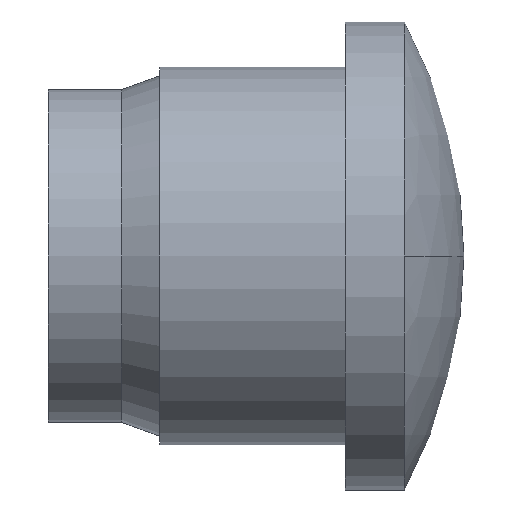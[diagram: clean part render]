
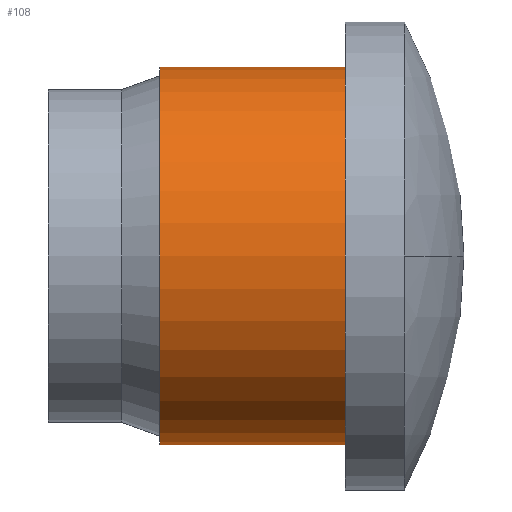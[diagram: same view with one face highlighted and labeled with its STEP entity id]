
A CAD part, front view. The second image highlights one B-rep face of the part: STEP entity #108.
In plain terms, the highlighted cylindrical face has radius 2.019 mm (diameter 4.039 mm), a partial arc.
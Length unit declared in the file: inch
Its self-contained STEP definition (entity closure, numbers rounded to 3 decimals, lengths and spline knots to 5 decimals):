
#4 = VERTEX_POINT ( 'NONE', #196 ) ;
#36 = CYLINDRICAL_SURFACE ( 'NONE', #144, 0.0795 ) ;
#49 = VECTOR ( 'NONE', #464, 39.37008 ) ;
#54 = DIRECTION ( 'NONE',  ( 0., 0., 1. ) ) ;
#62 = VERTEX_POINT ( 'NONE', #155 ) ;
#74 = EDGE_CURVE ( 'NONE', #62, #4, #260, .T. ) ;
#75 = DIRECTION ( 'NONE',  ( -1., 0., 0. ) ) ;
#77 = CARTESIAN_POINT ( 'NONE',  ( 0., 0., 0. ) ) ;
#90 = LINE ( 'NONE', #245, #194 ) ;
#91 = DIRECTION ( 'NONE',  ( 1., 0., 0. ) ) ;
#108 = ADVANCED_FACE ( 'NONE', ( #163 ), #36, .T. ) ;
#144 = AXIS2_PLACEMENT_3D ( 'NONE', #426, #428, #353 ) ;
#155 = CARTESIAN_POINT ( 'NONE',  ( -0.078, 0., -0.0795 ) ) ;
#157 = EDGE_CURVE ( 'NONE', #4, #308, #247, .T. ) ;
#159 = VERTEX_POINT ( 'NONE', #265 ) ;
#163 = FACE_OUTER_BOUND ( 'NONE', #332, .T. ) ;
#173 = AXIS2_PLACEMENT_3D ( 'NONE', #77, #75, #54 ) ;
#184 = DIRECTION ( 'NONE',  ( 0., 0., 1. ) ) ;
#194 = VECTOR ( 'NONE', #91, 39.37008 ) ;
#196 = CARTESIAN_POINT ( 'NONE',  ( 0., 0., -0.0795 ) ) ;
#245 = CARTESIAN_POINT ( 'NONE',  ( -0.065, 0., 0.0795 ) ) ;
#247 = CIRCLE ( 'NONE', #173, 0.0795 ) ;
#260 = LINE ( 'NONE', #481, #49 ) ;
#265 = CARTESIAN_POINT ( 'NONE',  ( -0.078, 0., 0.0795 ) ) ;
#280 = ORIENTED_EDGE ( 'NONE', *, *, #74, .T. ) ;
#291 = DIRECTION ( 'NONE',  ( -1., 0., 0. ) ) ;
#292 = ORIENTED_EDGE ( 'NONE', *, *, #415, .F. ) ;
#308 = VERTEX_POINT ( 'NONE', #327 ) ;
#314 = ORIENTED_EDGE ( 'NONE', *, *, #439, .F. ) ;
#327 = CARTESIAN_POINT ( 'NONE',  ( 0., 0., 0.0795 ) ) ;
#330 = CARTESIAN_POINT ( 'NONE',  ( -0.078, 0., 0. ) ) ;
#332 = EDGE_LOOP ( 'NONE', ( #292, #314, #280, #442 ) ) ;
#353 = DIRECTION ( 'NONE',  ( 0., 0., -1. ) ) ;
#415 = EDGE_CURVE ( 'NONE', #159, #308, #90, .T. ) ;
#426 = CARTESIAN_POINT ( 'NONE',  ( -0.065, 0., 0. ) ) ;
#428 = DIRECTION ( 'NONE',  ( 1., 0., 0. ) ) ;
#438 = AXIS2_PLACEMENT_3D ( 'NONE', #330, #291, #184 ) ;
#439 = EDGE_CURVE ( 'NONE', #62, #159, #473, .T. ) ;
#442 = ORIENTED_EDGE ( 'NONE', *, *, #157, .T. ) ;
#464 = DIRECTION ( 'NONE',  ( 1., 0., 0. ) ) ;
#473 = CIRCLE ( 'NONE', #438, 0.0795 ) ;
#481 = CARTESIAN_POINT ( 'NONE',  ( -0.065, 0., -0.0795 ) ) ;
